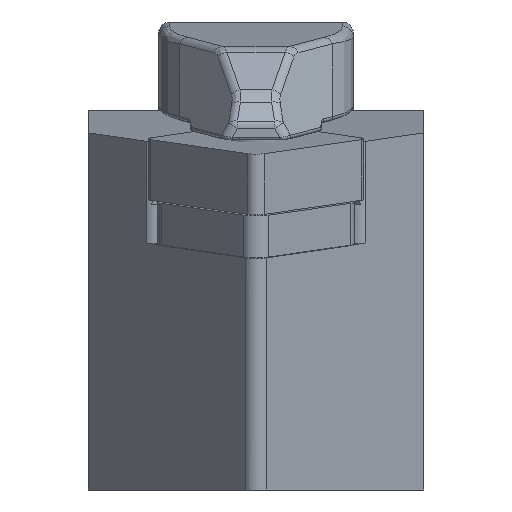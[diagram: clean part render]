
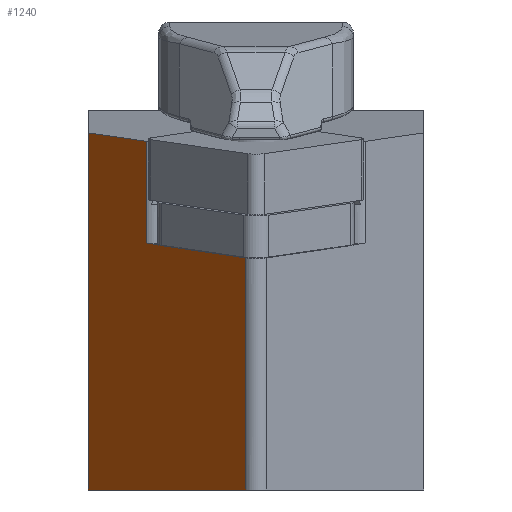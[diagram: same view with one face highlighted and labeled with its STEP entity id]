
A CAD part, left-side view. The second image highlights one B-rep face of the part: STEP entity #1240.
In plain terms, the highlighted planar face has unit normal (-0.638, 0.766, -0.078).
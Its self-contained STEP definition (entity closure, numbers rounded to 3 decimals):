
#1240=ADVANCED_FACE('',(#1435),#1304,.F.);
#1304=PLANE('',#3491);
#1435=FACE_OUTER_BOUND('',#1580,.T.);
#1580=EDGE_LOOP('',(#2483,#2484,#2485,#2486,#2487,#2488,#2489));
#1626=LINE('',#4273,#1810);
#1738=LINE('',#5361,#1922);
#1739=LINE('',#5364,#1923);
#1740=LINE('',#5366,#1924);
#1741=LINE('',#5367,#1925);
#1742=LINE('',#5369,#1926);
#1743=LINE('',#5371,#1927);
#1810=VECTOR('',#3584,1.);
#1922=VECTOR('',#4088,1.);
#1923=VECTOR('',#4089,1.);
#1924=VECTOR('',#4090,1.);
#1925=VECTOR('',#4091,1.);
#1926=VECTOR('',#4092,1.);
#1927=VECTOR('',#4093,1.);
#2483=ORIENTED_EDGE('',*,*,#3119,.F.);
#2484=ORIENTED_EDGE('',*,*,#3120,.T.);
#2485=ORIENTED_EDGE('',*,*,#3121,.T.);
#2486=ORIENTED_EDGE('',*,*,#2876,.F.);
#2487=ORIENTED_EDGE('',*,*,#3122,.F.);
#2488=ORIENTED_EDGE('',*,*,#3123,.F.);
#2489=ORIENTED_EDGE('',*,*,#3124,.F.);
#2664=VERTEX_POINT('',#4274);
#2665=VERTEX_POINT('',#4275);
#2812=VERTEX_POINT('',#5362);
#2813=VERTEX_POINT('',#5363);
#2814=VERTEX_POINT('',#5365);
#2815=VERTEX_POINT('',#5368);
#2816=VERTEX_POINT('',#5370);
#2876=EDGE_CURVE('',#2664,#2665,#1626,.T.);
#3119=EDGE_CURVE('',#2812,#2813,#1738,.T.);
#3120=EDGE_CURVE('',#2812,#2814,#1739,.T.);
#3121=EDGE_CURVE('',#2814,#2665,#1740,.T.);
#3122=EDGE_CURVE('',#2815,#2664,#1741,.T.);
#3123=EDGE_CURVE('',#2816,#2815,#1742,.T.);
#3124=EDGE_CURVE('',#2813,#2816,#1743,.T.);
#3491=AXIS2_PLACEMENT_3D('',#5372,#4094,#4095);
#3584=DIRECTION('',(-0.76,-0.643,-0.093));
#4088=DIRECTION('',(-0.122,0.,0.993));
#4089=DIRECTION('',(-0.768,-0.64,0.));
#4090=DIRECTION('',(-0.122,0.,0.993));
#4091=DIRECTION('',(-0.76,-0.643,-0.093));
#4092=DIRECTION('',(0.122,0.,-0.993));
#4093=DIRECTION('',(-0.76,-0.643,-0.093));
#4094=DIRECTION('',(0.638,-0.766,0.078));
#4095=DIRECTION('',(0.768,0.64,0.));
#4273=CARTESIAN_POINT('',(2.877,-11.734,-7.646));
#4274=CARTESIAN_POINT('',(10.639,-5.172,-6.693));
#4275=CARTESIAN_POINT('',(2.877,-11.734,-7.646));
#5361=CARTESIAN_POINT('',(20.664,0.,-37.763));
#5362=CARTESIAN_POINT('',(19.097,0.,-25.));
#5363=CARTESIAN_POINT('',(15.826,0.,1.641));
#5364=CARTESIAN_POINT('',(6.057,-10.86,-25.));
#5365=CARTESIAN_POINT('',(5.008,-11.734,-25.));
#5366=CARTESIAN_POINT('',(6.785,-11.734,-39.467));
#5367=CARTESIAN_POINT('',(2.877,-11.734,-7.646));
#5368=CARTESIAN_POINT('',(11.637,-4.329,-6.571));
#5369=CARTESIAN_POINT('',(10.418,-4.329,3.355));
#5370=CARTESIAN_POINT('',(10.705,-4.329,1.012));
#5371=CARTESIAN_POINT('',(1.946,-11.734,-0.063));
#5372=CARTESIAN_POINT('',(6.785,-11.734,-39.467));
